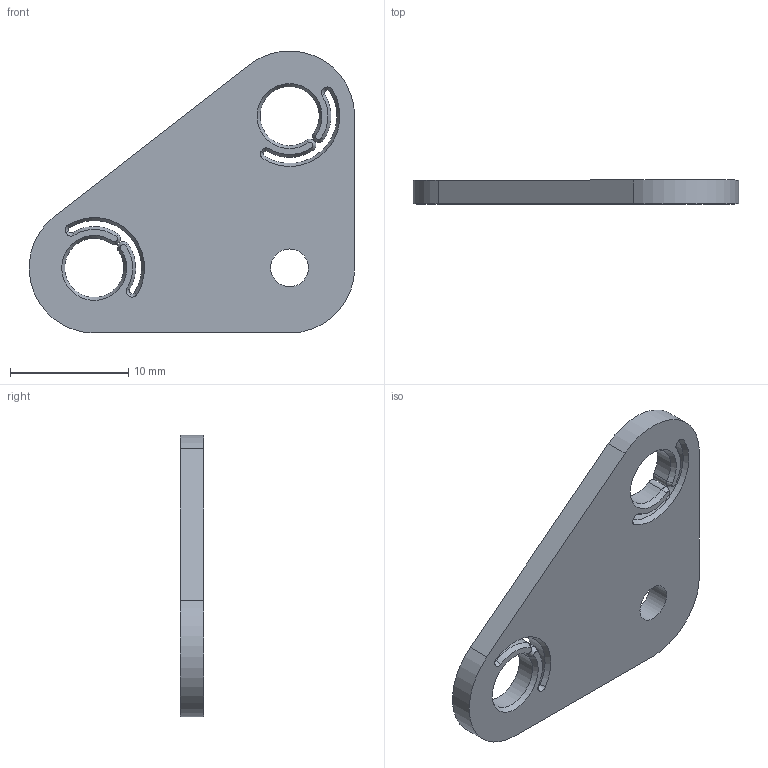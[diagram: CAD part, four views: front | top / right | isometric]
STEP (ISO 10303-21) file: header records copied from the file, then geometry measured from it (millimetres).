
FILE_DESCRIPTION(/* description */ (''),/* implementation_level */ '2;1');
FILE_NAME(/* name */ 'crossbar_pulley_reinforcement_plate.stp',/* time_stamp */ '2024-05-30T02:42:28-07:00',/* author */ ('Micha'),/* organization */ (''),/* preprocessor_version */ 'ST-DEVELOPER v20',/* originating_system */ 'Autodesk Inventor 2024',/* authorisation */ '');
FILE_SCHEMA (('AUTOMOTIVE_DESIGN { 1 0 10303 214 3 1 1 }'));
Length unit declared in the file: millimetre
Products named in the file (1): crossbar_pulley_reinforcement_plate_Gates Left
Bounding box: 27.48 x 2 x 23.82 mm (x, y, z)
Volume: 833.4 mm3; surface area: 1167.1 mm2
Topology: 1 solids, 1 shells, 57 faces, 141 edges, 86 vertices
Faces by surface type: cylinder 24, cone 20, plane 13
Full cylindrical faces by diameter (mm): 3.2 x1
Entity records: 1755 total; most frequent: DIRECTION 325, CARTESIAN_POINT 285, ORIENTED_EDGE 282, EDGE_CURVE 141, AXIS2_PLACEMENT_3D 126, VERTEX_POINT 86, LINE 73, VECTOR 73
